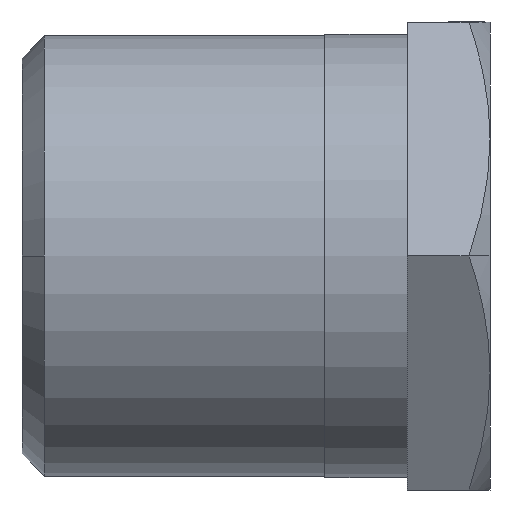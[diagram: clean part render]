
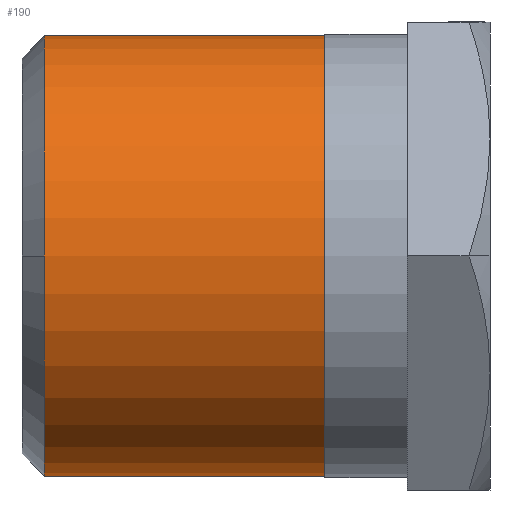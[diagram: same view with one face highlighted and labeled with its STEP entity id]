
A CAD part, front view. The second image highlights one B-rep face of the part: STEP entity #190.
In plain terms, the highlighted cylindrical face has radius 8 mm (diameter 16 mm), a partial arc.
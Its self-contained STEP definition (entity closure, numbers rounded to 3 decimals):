
#156=VERTEX_POINT('',#437);
#172=EDGE_CURVE('',#320,#184,#454,.T.);
#184=VERTEX_POINT('',#467);
#190=ADVANCED_FACE('',(#475),#476,.T.);
#218=EDGE_CURVE('',#156,#320,#510,.T.);
#244=VERTEX_POINT('',#540);
#248=VERTEX_POINT('',#544);
#260=EDGE_CURVE('',#184,#248,#557,.T.);
#268=EDGE_CURVE('',#248,#244,#565,.T.);
#314=EDGE_CURVE('',#156,#244,#615,.T.);
#320=VERTEX_POINT('',#621);
#437=CARTESIAN_POINT('',(11.0,0.,8.0));
#454=CIRCLE('',#763,8.0);
#467=CARTESIAN_POINT('',(0.812,-8.0,0.));
#475=FACE_OUTER_BOUND('',#794,.T.);
#476=CYLINDRICAL_SURFACE('',#795,8.0);
#510=LINE('',#873,#874);
#540=CARTESIAN_POINT('',(11.0,0.0,-8.0));
#544=CARTESIAN_POINT('',(0.812,0.,-8.0));
#557=CIRCLE('',#966,8.0);
#565=LINE('',#979,#980);
#615=CIRCLE('',#1066,8.0);
#621=CARTESIAN_POINT('',(0.812,0.,8.0));
#763=AXIS2_PLACEMENT_3D('',#1270,#1271,#1272);
#794=EDGE_LOOP('',(#1294,#1295,#1296,#1297,#1298));
#795=AXIS2_PLACEMENT_3D('',#1299,#1300,#1301);
#873=CARTESIAN_POINT('',(5.5,0.,8.0));
#874=VECTOR('',#1352,1.0);
#966=AXIS2_PLACEMENT_3D('',#1416,#1417,#1418);
#979=CARTESIAN_POINT('',(5.5,0.,-8.0));
#980=VECTOR('',#1426,1.0);
#1066=AXIS2_PLACEMENT_3D('',#1474,#1475,#1476);
#1270=CARTESIAN_POINT('',(0.812,0.0,0.0));
#1271=DIRECTION('',(1.0,0.0,0.));
#1272=DIRECTION('',(0.,0.0,-1.0));
#1294=ORIENTED_EDGE('',*,*,#268,.T.);
#1295=ORIENTED_EDGE('',*,*,#314,.F.);
#1296=ORIENTED_EDGE('',*,*,#218,.T.);
#1297=ORIENTED_EDGE('',*,*,#172,.T.);
#1298=ORIENTED_EDGE('',*,*,#260,.T.);
#1299=CARTESIAN_POINT('',(5.5,0.0,0.0));
#1300=DIRECTION('',(-1.0,-0.0,-0.0));
#1301=DIRECTION('',(0.0,0.0,-1.0));
#1352=DIRECTION('',(-1.0,-0.0,-0.0));
#1416=CARTESIAN_POINT('',(0.812,0.0,0.0));
#1417=DIRECTION('',(1.0,0.0,0.));
#1418=DIRECTION('',(0.,0.0,-1.0));
#1426=DIRECTION('',(1.0,0.0,0.0));
#1474=CARTESIAN_POINT('',(11.0,0.0,0.0));
#1475=DIRECTION('',(1.0,0.0,0.0));
#1476=DIRECTION('',(0.0,0.0,-1.0));
